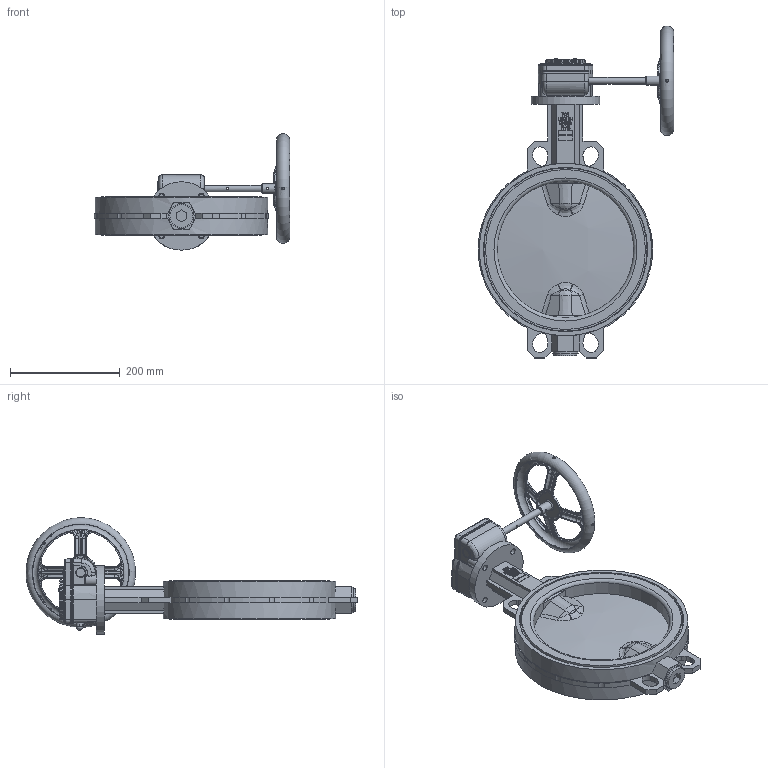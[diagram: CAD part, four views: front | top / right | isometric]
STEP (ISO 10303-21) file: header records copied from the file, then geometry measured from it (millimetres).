
FILE_DESCRIPTION(/* description */ ('STEP AP214'),/* implementation_level */ '2;1');
FILE_NAME(/* name */ '2311bv250_stp_1.step',/* time_stamp */ '2025-10-24T08:17:28+02:00',/* author */ (''),/* organization */ (''),/* preprocessor_version */ 'ST-DEVELOPER v20.1',/* originating_system */ 'Autodesk Translation Framework v14.17.0.0',/* authorisation */ '');
FILE_SCHEMA (('AUTOMOTIVE_DESIGN { 1 0 10303 214 3 1 1 }'));
Length unit declared in the file: millimetre
Products named in the file (3): EVCLS-i DN250 PN16 F10-L22; 1; PS200-12 Bush
Assembly tree (2 placements, depth 3):
  EVCLS-i DN250 PN16 F10-L22
    1
      PS200-12 Bush
Bounding box: 356.53 x 605.97 x 212.52 mm (x, y, z)
Volume: 3848257 mm3; surface area: 586215 mm2
Topology: 3 solids, 13 shells, 2970 faces, 7900 edges, 4979 vertices
Faces by surface type: plane 1175, cylinder 674, bspline 645, torus 237, cone 204, sphere 35
Full cylindrical faces by diameter (mm): 3.3 x2, 4 x4, 4.1 x4, 4.5 x2, 4.917 x4, 5 x4, 6 x4, 6.5 x4, 6.647 x4, 7.5 x4, 7.6 x2, 8 x2, 8.376 x4, 10 x1, 11 x4, 12 x4, 13 x6, 14 x2, 16 x1, 17 x1, 18 x2, 28 x1, 42 x1, 46 x1, 57.1 x2, 59 x2, 60 x2, 64 x1, 70 x1, 73 x1
Entity records: 195863 total; most frequent: CARTESIAN_POINT 124738, ORIENTED_EDGE 15610, DIRECTION 13611, EDGE_CURVE 7805, AXIS2_PLACEMENT_3D 5135, VERTEX_POINT 4979, LINE 3341, VECTOR 3341
